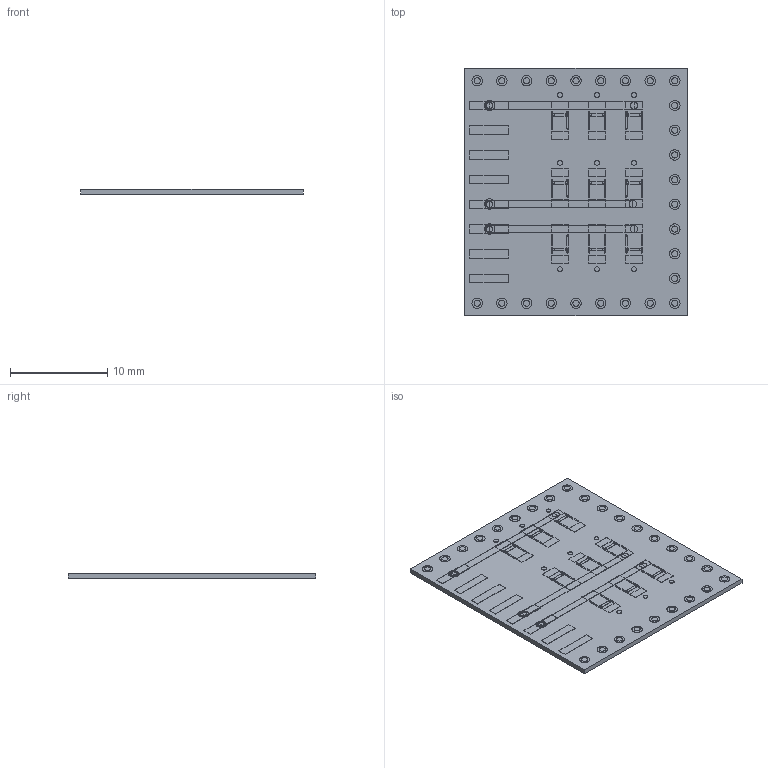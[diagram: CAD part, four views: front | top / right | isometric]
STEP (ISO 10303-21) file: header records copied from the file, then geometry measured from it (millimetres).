
FILE_DESCRIPTION(('Open CASCADE Model'),'2;1');
FILE_NAME('Open CASCADE Shape Model','2020-07-11T18:30:19',('Author'),( 'Open CASCADE'),'Open CASCADE STEP processor 6.9','Open CASCADE 6.9' ,'Unknown');
FILE_SCHEMA(('AUTOMOTIVE_DESIGN { 1 0 10303 214 1 1 1 1 }'));
Length unit declared in the file: millimetre
Products named in the file (222): Open CASCADE STEP translator 6.9 1; Open CASCADE STEP translator 6.9 2; Open CASCADE STEP translator 6.9 3; Open CASCADE STEP translator 6.9 4; Open CASCADE STEP translator 6.9 5; Open CASCADE STEP translator 6.9 6; Open CASCADE STEP translator 6.9 7; Open CASCADE STEP translator 6.9 8; Open CASCADE STEP translator 6.9 9; Open CASCADE STEP translator 6.9 10; Open CASCADE STEP translator 6.9 11; Open CASCADE STEP translator 6.9 12; Open CASCADE STEP translator 6.9 13; Open CASCADE STEP translator 6.9 14; Open CASCADE STEP translator 6.9 15; Open CASCADE STEP translator 6.9 16; Open CASCADE STEP translator 6.9 17; Open CASCADE STEP translator 6.9 18; Open CASCADE STEP translator 6.9 19; Open CASCADE STEP translator 6.9 20; Open CASCADE STEP translator 6.9 21; Open CASCADE STEP translator 6.9 22; Open CASCADE STEP translator 6.9 23; Open CASCADE STEP translator 6.9 24; Open CASCADE STEP translator 6.9 25; Open CASCADE STEP translator 6.9 26; Open CASCADE STEP translator 6.9 27; Open CASCADE STEP translator 6.9 28; Open CASCADE STEP translator 6.9 29; Open CASCADE STEP translator 6.9 30; Open CASCADE STEP translator 6.9 31; Open CASCADE STEP translator 6.9 32; Open CASCADE STEP translator 6.9 33; Open CASCADE STEP translator 6.9 34; Open CASCADE STEP translator 6.9 35; Open CASCADE STEP translator 6.9 36; Open CASCADE STEP translator 6.9 37; Open CASCADE STEP translator 6.9 38; Open CASCADE STEP translator 6.9 39; Open CASCADE STEP translator 6.9 40 ...
Bounding box: 22.86 x 25.4 x 0.6 mm (x, y, z)
Volume: 306.8 mm3; surface area: 1652.6 mm2
Topology: 221 solids, 221 shells, 858 faces, 1248 edges, 832 vertices
Faces by surface type: plane 702, cylinder 156
Full cylindrical faces by diameter (mm): 0.15 x36, 0.3 x18, 0.5 x9, 0.635 x29, 0.762 x6, 1.067 x58
Entity records: 38682 total; most frequent: DIRECTION 5774, CARTESIAN_POINT 5435, LINE 3120, VECTOR 3120, ORIENTED_EDGE 2496, PCURVE 2496, DEFINITIONAL_REPRESENTATION 2496, EDGE_CURVE 1248
